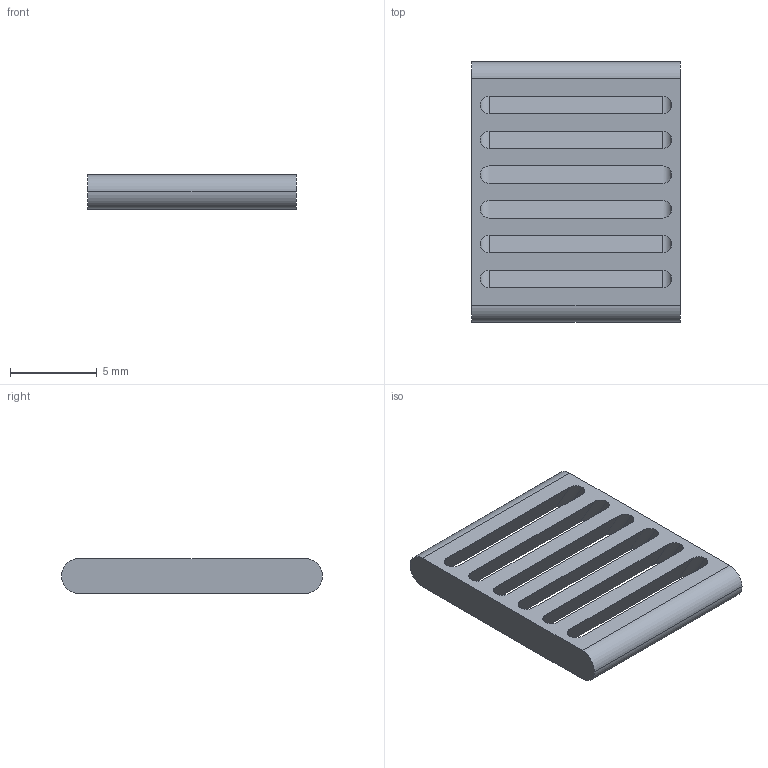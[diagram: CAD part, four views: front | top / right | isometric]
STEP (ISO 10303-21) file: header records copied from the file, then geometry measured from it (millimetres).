
FILE_DESCRIPTION (( 'STEP AP214' ), '1' );
FILE_NAME ('ENJOLIVEUR INFERIEURE UR.STEP', '2020-02-26T17:44:14', ( '' ), ( '' ), 'SwSTEP 2.0', 'SolidWorks 2019', '' );
FILE_SCHEMA (( 'AUTOMOTIVE_DESIGN' ));
Length unit declared in the file: millimetre
Products named in the file (1): ENJOLIVEUR INFERIEURE UR
Bounding box: 12 x 15 x 2 mm (x, y, z)
Volume: 220.3 mm3; surface area: 634 mm2
Topology: 1 solids, 1 shells, 38 faces, 111 edges, 74 vertices
Faces by surface type: bspline 18, plane 16, cylinder 4
Entity records: 1726 total; most frequent: CARTESIAN_POINT 743, ORIENTED_EDGE 222, DIRECTION 159, EDGE_CURVE 111, VERTEX_POINT 74, LINE 65, VECTOR 65, EDGE_LOOP 49
